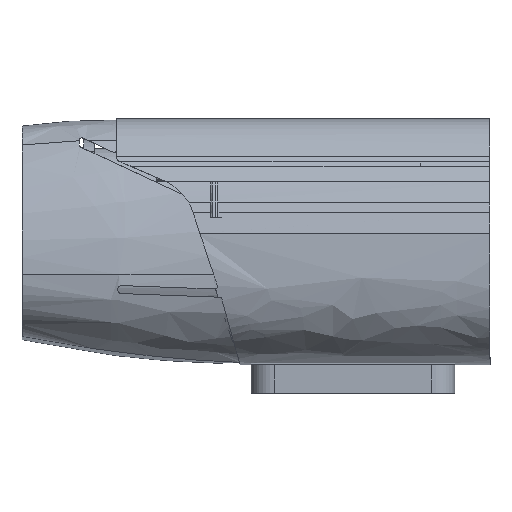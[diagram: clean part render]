
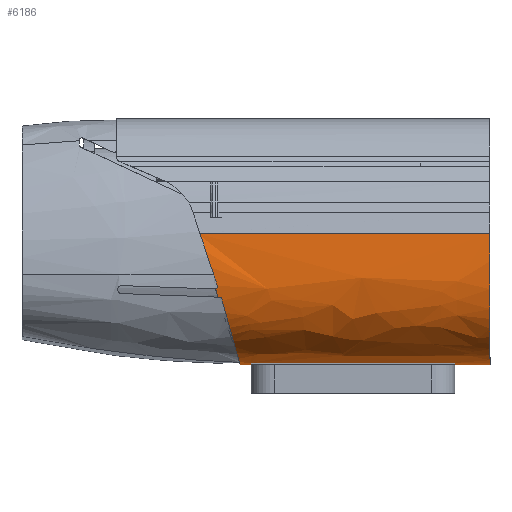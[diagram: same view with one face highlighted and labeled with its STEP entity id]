
A CAD part, left-side view. The second image highlights one B-rep face of the part: STEP entity #6186.
In plain terms, the highlighted free-form (B-spline) face has degree [3, 1] with [15, 2] control points.
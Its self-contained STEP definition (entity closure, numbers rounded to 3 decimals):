
#295=B_SPLINE_SURFACE_WITH_KNOTS('',3,1,((#13036,#13037),(#13038,#13039),
(#13040,#13041),(#13042,#13043),(#13044,#13045),(#13046,#13047),(#13048,
#13049),(#13050,#13051),(#13052,#13053),(#13054,#13055),(#13056,#13057),
(#13058,#13059),(#13060,#13061),(#13062,#13063),(#13064,#13065)),
 .UNSPECIFIED.,.F.,.F.,.F.,(4,1,1,1,1,1,1,1,1,1,1,1,4),(2,2),(0.,0.125,
0.25,0.375,0.437,0.5,
0.562,0.625,0.687,0.75,
0.812,0.875,1.),(-1.5,4.8),
 .UNSPECIFIED.);
#528=FACE_OUTER_BOUND('',#875,.T.);
#875=EDGE_LOOP('',(#5063,#5064,#5065,#5066,#5067,#5068,#5069,#5070));
#1179=B_SPLINE_CURVE_WITH_KNOTS('',3,(#13030,#13031,#13032,#13033),
 .UNSPECIFIED.,.F.,.F.,(4,4),(-4.435,-0.05),.UNSPECIFIED.);
#1180=B_SPLINE_CURVE_WITH_KNOTS('',3,(#13067,#13068,#13069,#13070),
 .UNSPECIFIED.,.F.,.F.,(4,4),(-0.552,-0.051),
 .UNSPECIFIED.);
#1181=B_SPLINE_CURVE_WITH_KNOTS('',3,(#13072,#13073,#13074,#13075),
 .UNSPECIFIED.,.F.,.F.,(4,4),(-0.503,0.),.UNSPECIFIED.);
#1182=B_SPLINE_CURVE_WITH_KNOTS('',3,(#13079,#13080,#13081,#13082,#13083,
#13084,#13085,#13086,#13087,#13088,#13089,#13090,#13091,#13092,#13093),
 .UNSPECIFIED.,.F.,.F.,(4,1,1,1,1,1,1,1,1,1,1,1,4),(-1.,
-0.875,-0.75,-0.625,-0.562,
-0.5,-0.437,-0.375,-0.312,
-0.25,-0.187,-0.125,0.),
 .UNSPECIFIED.);
#1183=B_SPLINE_CURVE_WITH_KNOTS('',3,(#13097,#13098,#13099,#13100,#13101,
#13102,#13103,#13104,#13105,#13106,#13107,#13108,#13109,#13110),
 .UNSPECIFIED.,.F.,.F.,(4,2,2,2,2,2,4),(-2.497,-2.301,
-2.075,-1.706,-1.333,-0.769,
0.),.UNSPECIFIED.);
#1756=LINE('',#13077,#2258);
#1757=LINE('',#13095,#2259);
#1758=LINE('',#13111,#2260);
#2258=VECTOR('',#7642,10.);
#2259=VECTOR('',#7643,10.);
#2260=VECTOR('',#7644,10.);
#2833=VERTEX_POINT('',#13028);
#2834=VERTEX_POINT('',#13029);
#2835=VERTEX_POINT('',#13066);
#2836=VERTEX_POINT('',#13071);
#2837=VERTEX_POINT('',#13076);
#2838=VERTEX_POINT('',#13078);
#2839=VERTEX_POINT('',#13094);
#2840=VERTEX_POINT('',#13096);
#3624=EDGE_CURVE('',#2833,#2834,#1179,.T.);
#3627=EDGE_CURVE('',#2835,#2833,#1180,.T.);
#3628=EDGE_CURVE('',#2834,#2836,#1181,.T.);
#3629=EDGE_CURVE('',#2836,#2837,#1756,.T.);
#3630=EDGE_CURVE('',#2838,#2837,#1182,.T.);
#3631=EDGE_CURVE('',#2839,#2838,#1757,.T.);
#3632=EDGE_CURVE('',#2840,#2839,#1183,.T.);
#3633=EDGE_CURVE('',#2840,#2835,#1758,.T.);
#5063=ORIENTED_EDGE('',*,*,#3627,.T.);
#5064=ORIENTED_EDGE('',*,*,#3624,.T.);
#5065=ORIENTED_EDGE('',*,*,#3628,.T.);
#5066=ORIENTED_EDGE('',*,*,#3629,.T.);
#5067=ORIENTED_EDGE('',*,*,#3630,.F.);
#5068=ORIENTED_EDGE('',*,*,#3631,.F.);
#5069=ORIENTED_EDGE('',*,*,#3632,.F.);
#5070=ORIENTED_EDGE('',*,*,#3633,.T.);
#6186=ADVANCED_FACE('',(#528),#295,.F.);
#7642=DIRECTION('',(0.,0.,1.));
#7643=DIRECTION('',(0.,0.,1.));
#7644=DIRECTION('',(0.,0.,1.));
#13028=CARTESIAN_POINT('',(-5.,-26.343,47.564));
#13029=CARTESIAN_POINT('',(-5.,-26.343,91.414));
#13030=CARTESIAN_POINT('Ctrl Pts',(-5.,-26.343,47.564));
#13031=CARTESIAN_POINT('Ctrl Pts',(-5.,-26.343,62.18));
#13032=CARTESIAN_POINT('Ctrl Pts',(-5.,-26.343,76.797));
#13033=CARTESIAN_POINT('Ctrl Pts',(-5.,-26.343,91.414));
#13036=CARTESIAN_POINT('Ctrl Pts',(-21.493,1.564,99.));
#13037=CARTESIAN_POINT('Ctrl Pts',(-21.493,1.564,36.003));
#13038=CARTESIAN_POINT('Ctrl Pts',(-21.809,-0.115,
99.));
#13039=CARTESIAN_POINT('Ctrl Pts',(-21.809,-0.115,
36.003));
#13040=CARTESIAN_POINT('Ctrl Pts',(-22.165,-3.539,
99.));
#13041=CARTESIAN_POINT('Ctrl Pts',(-22.165,-3.539,
36.003));
#13042=CARTESIAN_POINT('Ctrl Pts',(-21.994,-8.629,
99.));
#13043=CARTESIAN_POINT('Ctrl Pts',(-21.994,-8.629,
36.003));
#13044=CARTESIAN_POINT('Ctrl Pts',(-21.225,-12.89,99.));
#13045=CARTESIAN_POINT('Ctrl Pts',(-21.225,-12.89,36.003));
#13046=CARTESIAN_POINT('Ctrl Pts',(-20.072,-16.138,
99.));
#13047=CARTESIAN_POINT('Ctrl Pts',(-20.072,-16.138,
36.003));
#13048=CARTESIAN_POINT('Ctrl Pts',(-18.863,-18.45,
99.));
#13049=CARTESIAN_POINT('Ctrl Pts',(-18.863,-18.45,
36.003));
#13050=CARTESIAN_POINT('Ctrl Pts',(-17.267,-20.519,
99.));
#13051=CARTESIAN_POINT('Ctrl Pts',(-17.267,-20.519,
36.003));
#13052=CARTESIAN_POINT('Ctrl Pts',(-15.255,-22.258,
99.));
#13053=CARTESIAN_POINT('Ctrl Pts',(-15.255,-22.258,
36.003));
#13054=CARTESIAN_POINT('Ctrl Pts',(-12.995,-23.678,
99.));
#13055=CARTESIAN_POINT('Ctrl Pts',(-12.995,-23.678,
36.003));
#13056=CARTESIAN_POINT('Ctrl Pts',(-10.594,-24.881,
99.));
#13057=CARTESIAN_POINT('Ctrl Pts',(-10.594,-24.881,
36.003));
#13058=CARTESIAN_POINT('Ctrl Pts',(-8.061,-25.771,
99.));
#13059=CARTESIAN_POINT('Ctrl Pts',(-8.061,-25.771,
36.003));
#13060=CARTESIAN_POINT('Ctrl Pts',(-4.512,-26.509,99.));
#13061=CARTESIAN_POINT('Ctrl Pts',(-4.512,-26.509,36.003));
#13062=CARTESIAN_POINT('Ctrl Pts',(-1.804,-26.688,
99.));
#13063=CARTESIAN_POINT('Ctrl Pts',(-1.804,-26.688,
36.003));
#13064=CARTESIAN_POINT('Ctrl Pts',(0.,-26.739,
99.));
#13065=CARTESIAN_POINT('Ctrl Pts',(0.,-26.739,
36.003));
#13066=CARTESIAN_POINT('',(0.,-26.739,47.564));
#13067=CARTESIAN_POINT('Ctrl Pts',(0.,-26.739,
47.564));
#13068=CARTESIAN_POINT('Ctrl Pts',(-1.671,-26.692,
47.564));
#13069=CARTESIAN_POINT('Ctrl Pts',(-3.344,-26.586,
47.564));
#13070=CARTESIAN_POINT('Ctrl Pts',(-5.,-26.343,
47.564));
#13071=CARTESIAN_POINT('',(0.,-26.739,91.414));
#13072=CARTESIAN_POINT('Ctrl Pts',(-5.,-26.343,
91.414));
#13073=CARTESIAN_POINT('Ctrl Pts',(-3.344,-26.586,
91.414));
#13074=CARTESIAN_POINT('Ctrl Pts',(-1.671,-26.692,
91.414));
#13075=CARTESIAN_POINT('Ctrl Pts',(0.,-26.739,
91.414));
#13076=CARTESIAN_POINT('',(0.,-26.739,99.));
#13077=CARTESIAN_POINT('',(0.,-26.739,84.));
#13078=CARTESIAN_POINT('',(-21.493,1.564,99.));
#13079=CARTESIAN_POINT('Ctrl Pts',(-21.493,1.564,99.));
#13080=CARTESIAN_POINT('Ctrl Pts',(-21.809,-0.115,
99.));
#13081=CARTESIAN_POINT('Ctrl Pts',(-22.165,-3.539,
99.));
#13082=CARTESIAN_POINT('Ctrl Pts',(-21.994,-8.629,
99.));
#13083=CARTESIAN_POINT('Ctrl Pts',(-21.225,-12.89,99.));
#13084=CARTESIAN_POINT('Ctrl Pts',(-20.072,-16.138,
99.));
#13085=CARTESIAN_POINT('Ctrl Pts',(-18.863,-18.45,
99.));
#13086=CARTESIAN_POINT('Ctrl Pts',(-17.267,-20.519,
99.));
#13087=CARTESIAN_POINT('Ctrl Pts',(-15.255,-22.258,
99.));
#13088=CARTESIAN_POINT('Ctrl Pts',(-12.995,-23.678,
99.));
#13089=CARTESIAN_POINT('Ctrl Pts',(-10.594,-24.881,
99.));
#13090=CARTESIAN_POINT('Ctrl Pts',(-8.061,-25.771,
99.));
#13091=CARTESIAN_POINT('Ctrl Pts',(-4.512,-26.509,99.));
#13092=CARTESIAN_POINT('Ctrl Pts',(-1.804,-26.688,
99.));
#13093=CARTESIAN_POINT('Ctrl Pts',(0.,-26.739,
99.));
#13094=CARTESIAN_POINT('',(-21.493,1.564,36.003));
#13095=CARTESIAN_POINT('',(-21.493,1.564,84.));
#13096=CARTESIAN_POINT('',(0.,-26.739,45.207));
#13097=CARTESIAN_POINT('Ctrl Pts',(0.,-26.739,
45.207));
#13098=CARTESIAN_POINT('Ctrl Pts',(-2.411,-26.671,
45.185));
#13099=CARTESIAN_POINT('Ctrl Pts',(-5.292,-26.47,
45.12));
#13100=CARTESIAN_POINT('Ctrl Pts',(-11.097,-24.875,
44.601));
#13101=CARTESIAN_POINT('Ctrl Pts',(-13.603,-23.324,
44.097));
#13102=CARTESIAN_POINT('Ctrl Pts',(-16.449,-21.371,
43.461));
#13103=CARTESIAN_POINT('Ctrl Pts',(-17.745,-20.049,
43.032));
#13104=CARTESIAN_POINT('Ctrl Pts',(-19.843,-16.783,
41.97));
#13105=CARTESIAN_POINT('Ctrl Pts',(-20.567,-14.939,
41.37));
#13106=CARTESIAN_POINT('Ctrl Pts',(-21.816,-10.256,39.847));
#13107=CARTESIAN_POINT('Ctrl Pts',(-22.013,-7.529,
38.96));
#13108=CARTESIAN_POINT('Ctrl Pts',(-22.121,-3.367,
37.607));
#13109=CARTESIAN_POINT('Ctrl Pts',(-21.945,-0.836,
36.784));
#13110=CARTESIAN_POINT('Ctrl Pts',(-21.493,1.564,36.003));
#13111=CARTESIAN_POINT('',(0.,-26.739,84.));
